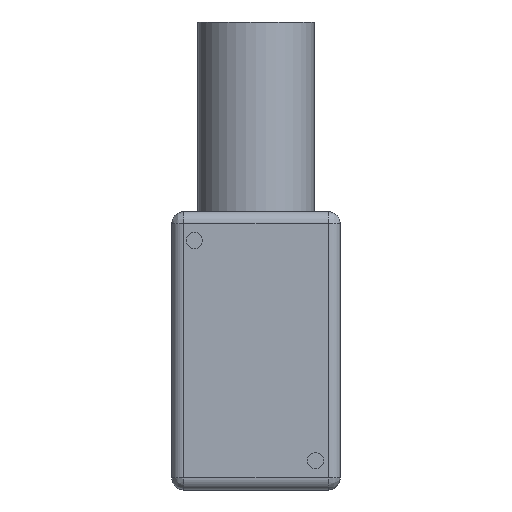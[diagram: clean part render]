
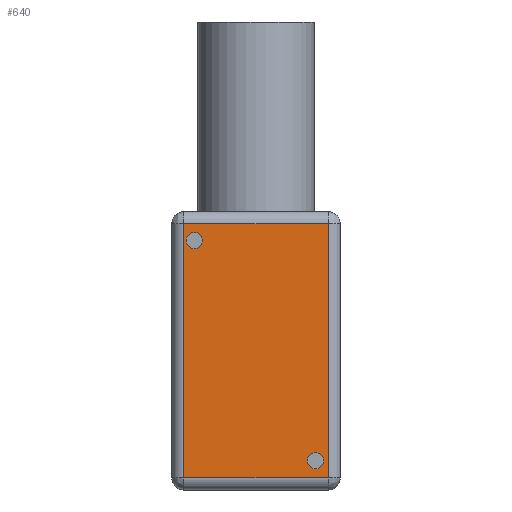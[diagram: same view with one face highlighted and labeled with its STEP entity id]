
A CAD part, front view. The second image highlights one B-rep face of the part: STEP entity #640.
In plain terms, the highlighted planar face has unit normal (0, -1, 0).
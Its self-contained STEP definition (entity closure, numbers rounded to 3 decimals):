
#36 = LINE ( 'NONE', #528, #118 ) ;
#41 = EDGE_CURVE ( 'NONE', #884, #599, #1258, .T. ) ;
#58 = ORIENTED_EDGE ( 'NONE', *, *, #389, .F. ) ;
#81 = VERTEX_POINT ( 'NONE', #930 ) ;
#118 = VECTOR ( 'NONE', #630, 1000. ) ;
#123 = EDGE_CURVE ( 'NONE', #1175, #81, #1180, .T. ) ;
#124 = LINE ( 'NONE', #1008, #687 ) ;
#128 = ORIENTED_EDGE ( 'NONE', *, *, #1123, .F. ) ;
#130 = FACE_OUTER_BOUND ( 'NONE', #696, .T. ) ;
#140 = AXIS2_PLACEMENT_3D ( 'NONE', #413, #941, #617 ) ;
#267 = DIRECTION ( 'NONE',  ( 0., -1., 0. ) ) ;
#290 = CARTESIAN_POINT ( 'NONE',  ( -2.995, 0., 0. ) ) ;
#345 = CARTESIAN_POINT ( 'NONE',  ( 2.468, 0., -4.565 ) ) ;
#350 = DIRECTION ( 'NONE',  ( 0., 0., -1. ) ) ;
#376 = DIRECTION ( 'NONE',  ( 0., -1., 0. ) ) ;
#389 = EDGE_CURVE ( 'NONE', #1236, #884, #36, .T. ) ;
#406 = LINE ( 'NONE', #1161, #1158 ) ;
#413 = CARTESIAN_POINT ( 'NONE',  ( -2.562, 0., 4.575 ) ) ;
#443 = ORIENTED_EDGE ( 'NONE', *, *, #123, .F. ) ;
#465 = AXIS2_PLACEMENT_3D ( 'NONE', #955, #1142, #594 ) ;
#513 = CARTESIAN_POINT ( 'NONE',  ( -2.562, 0., 4.575 ) ) ;
#528 = CARTESIAN_POINT ( 'NONE',  ( 0., 0., -5.28 ) ) ;
#536 = CARTESIAN_POINT ( 'NONE',  ( 2.468, 0., -4.565 ) ) ;
#569 = ORIENTED_EDGE ( 'NONE', *, *, #635, .F. ) ;
#571 = PLANE ( 'NONE',  #465 ) ;
#594 = DIRECTION ( 'NONE',  ( 0., 0., 1. ) ) ;
#597 = ORIENTED_EDGE ( 'NONE', *, *, #1283, .F. ) ;
#599 = VERTEX_POINT ( 'NONE', #893 ) ;
#617 = DIRECTION ( 'NONE',  ( 0., 0., 1. ) ) ;
#623 = DIRECTION ( 'NONE',  ( 1., 0., 0. ) ) ;
#630 = DIRECTION ( 'NONE',  ( -1., 0., 0. ) ) ;
#635 = EDGE_CURVE ( 'NONE', #804, #1236, #124, .T. ) ;
#640 = ADVANCED_FACE ( 'NONE', ( #677, #1116, #130 ), #571, .F. ) ;
#652 = CARTESIAN_POINT ( 'NONE',  ( -2.562, 0., 4.237 ) ) ;
#659 = DIRECTION ( 'NONE',  ( 0., 0., 1. ) ) ;
#661 = ORIENTED_EDGE ( 'NONE', *, *, #1312, .F. ) ;
#666 = AXIS2_PLACEMENT_3D ( 'NONE', #536, #1076, #659 ) ;
#677 = FACE_BOUND ( 'NONE', #1093, .T. ) ;
#687 = VECTOR ( 'NONE', #350, 1000. ) ;
#693 = EDGE_LOOP ( 'NONE', ( #597, #1015 ) ) ;
#695 = CARTESIAN_POINT ( 'NONE',  ( -2.995, 0., -5.28 ) ) ;
#696 = EDGE_LOOP ( 'NONE', ( #1369, #58, #569, #661 ) ) ;
#723 = DIRECTION ( 'NONE',  ( 0., 0., 1. ) ) ;
#725 = VERTEX_POINT ( 'NONE', #925 ) ;
#777 = CARTESIAN_POINT ( 'NONE',  ( 2.468, 0., -4.227 ) ) ;
#804 = VERTEX_POINT ( 'NONE', #981 ) ;
#805 = VECTOR ( 'NONE', #1393, 1000. ) ;
#856 = CIRCLE ( 'NONE', #140, 0.338 ) ;
#884 = VERTEX_POINT ( 'NONE', #695 ) ;
#893 = CARTESIAN_POINT ( 'NONE',  ( -2.995, 0., 5.28 ) ) ;
#925 = CARTESIAN_POINT ( 'NONE',  ( -2.562, 0., 4.913 ) ) ;
#930 = CARTESIAN_POINT ( 'NONE',  ( 2.468, 0., -4.903 ) ) ;
#941 = DIRECTION ( 'NONE',  ( 0., -1., 0. ) ) ;
#955 = CARTESIAN_POINT ( 'NONE',  ( 0., 0., 0. ) ) ;
#981 = CARTESIAN_POINT ( 'NONE',  ( 2.995, 0., 5.28 ) ) ;
#1008 = CARTESIAN_POINT ( 'NONE',  ( 2.995, 0., 0. ) ) ;
#1015 = ORIENTED_EDGE ( 'NONE', *, *, #1255, .F. ) ;
#1076 = DIRECTION ( 'NONE',  ( 0., -1., 0. ) ) ;
#1093 = EDGE_LOOP ( 'NONE', ( #443, #128 ) ) ;
#1116 = FACE_BOUND ( 'NONE', #693, .T. ) ;
#1123 = EDGE_CURVE ( 'NONE', #81, #1175, #1133, .T. ) ;
#1133 = CIRCLE ( 'NONE', #1224, 0.338 ) ;
#1142 = DIRECTION ( 'NONE',  ( 0., 1., 0. ) ) ;
#1158 = VECTOR ( 'NONE', #623, 1000. ) ;
#1161 = CARTESIAN_POINT ( 'NONE',  ( 0., 0., 5.28 ) ) ;
#1175 = VERTEX_POINT ( 'NONE', #777 ) ;
#1180 = CIRCLE ( 'NONE', #666, 0.338 ) ;
#1181 = AXIS2_PLACEMENT_3D ( 'NONE', #513, #267, #723 ) ;
#1201 = CIRCLE ( 'NONE', #1181, 0.338 ) ;
#1224 = AXIS2_PLACEMENT_3D ( 'NONE', #345, #376, #1348 ) ;
#1236 = VERTEX_POINT ( 'NONE', #1280 ) ;
#1255 = EDGE_CURVE ( 'NONE', #1388, #725, #1201, .T. ) ;
#1258 = LINE ( 'NONE', #290, #805 ) ;
#1280 = CARTESIAN_POINT ( 'NONE',  ( 2.995, 0., -5.28 ) ) ;
#1283 = EDGE_CURVE ( 'NONE', #725, #1388, #856, .T. ) ;
#1312 = EDGE_CURVE ( 'NONE', #599, #804, #406, .T. ) ;
#1348 = DIRECTION ( 'NONE',  ( 0., 0., 1. ) ) ;
#1369 = ORIENTED_EDGE ( 'NONE', *, *, #41, .F. ) ;
#1388 = VERTEX_POINT ( 'NONE', #652 ) ;
#1393 = DIRECTION ( 'NONE',  ( 0., 0., 1. ) ) ;
